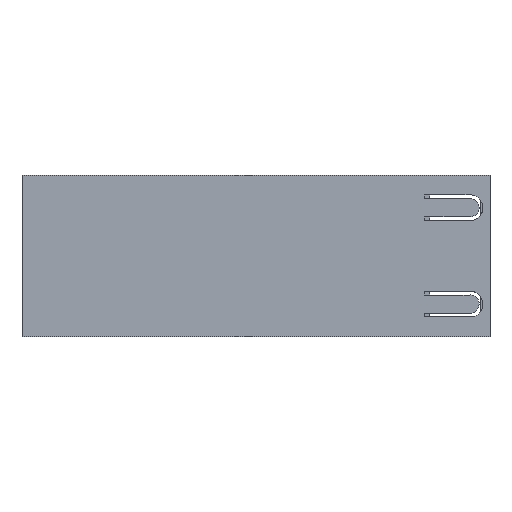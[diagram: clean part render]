
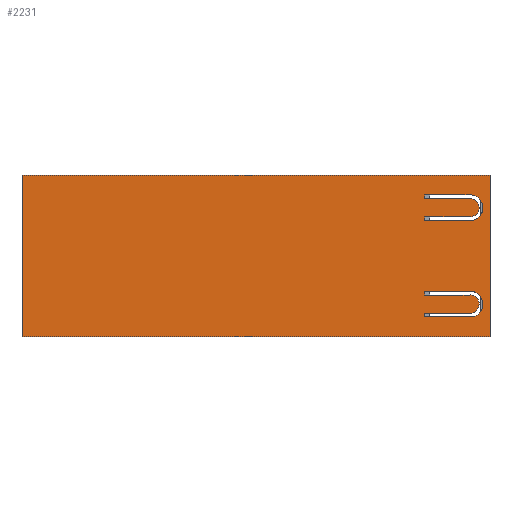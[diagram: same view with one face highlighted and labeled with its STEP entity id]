
A CAD part, front view. The second image highlights one B-rep face of the part: STEP entity #2231.
In plain terms, the highlighted planar face has unit normal (0, -1, 0).
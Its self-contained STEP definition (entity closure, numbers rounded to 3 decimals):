
#16=FACE_BOUND('',#299,.T.);
#17=FACE_BOUND('',#300,.T.);
#48=CIRCLE('',#2296,1.705);
#64=CIRCLE('',#2364,1.205);
#65=CIRCLE('',#2375,1.705);
#66=CIRCLE('',#2380,1.205);
#185=FACE_OUTER_BOUND('',#298,.T.);
#298=EDGE_LOOP('',(#1994,#1995,#1996,#1997));
#299=EDGE_LOOP('',(#1998,#1999,#2000,#2001,#2002,#2003,#2004,#2005));
#300=EDGE_LOOP('',(#2006,#2007,#2008,#2009,#2010,#2011,#2012,#2013));
#321=LINE('',#2990,#600);
#438=LINE('',#3341,#717);
#556=LINE('',#3666,#835);
#558=LINE('',#3670,#837);
#560=LINE('',#3673,#839);
#561=LINE('',#3676,#840);
#563=LINE('',#3680,#842);
#565=LINE('',#3683,#844);
#568=LINE('',#3689,#847);
#570=LINE('',#3693,#849);
#572=LINE('',#3697,#851);
#575=LINE('',#3705,#854);
#577=LINE('',#3709,#856);
#579=LINE('',#3713,#858);
#581=LINE('',#3719,#860);
#582=LINE('',#3720,#861);
#600=VECTOR('',#2435,10.);
#717=VECTOR('',#2610,10.);
#835=VECTOR('',#2872,10.);
#837=VECTOR('',#2876,10.);
#839=VECTOR('',#2880,10.);
#840=VECTOR('',#2883,10.);
#842=VECTOR('',#2887,10.);
#844=VECTOR('',#2891,10.);
#847=VECTOR('',#2896,10.);
#849=VECTOR('',#2900,10.);
#851=VECTOR('',#2904,10.);
#854=VECTOR('',#2913,10.);
#856=VECTOR('',#2917,10.);
#858=VECTOR('',#2921,10.);
#860=VECTOR('',#2929,10.);
#861=VECTOR('',#2930,10.);
#880=VERTEX_POINT('',#2987);
#881=VERTEX_POINT('',#2989);
#970=VERTEX_POINT('',#3340);
#972=VERTEX_POINT('',#3346);
#973=VERTEX_POINT('',#3348);
#1049=VERTEX_POINT('',#3658);
#1050=VERTEX_POINT('',#3660);
#1051=VERTEX_POINT('',#3665);
#1052=VERTEX_POINT('',#3669);
#1053=VERTEX_POINT('',#3675);
#1054=VERTEX_POINT('',#3679);
#1055=VERTEX_POINT('',#3686);
#1056=VERTEX_POINT('',#3688);
#1057=VERTEX_POINT('',#3692);
#1058=VERTEX_POINT('',#3696);
#1059=VERTEX_POINT('',#3700);
#1060=VERTEX_POINT('',#3704);
#1061=VERTEX_POINT('',#3708);
#1062=VERTEX_POINT('',#3712);
#1063=VERTEX_POINT('',#3718);
#1088=EDGE_CURVE('',#881,#880,#321,.T.);
#1219=EDGE_CURVE('',#970,#881,#438,.T.);
#1223=EDGE_CURVE('',#973,#972,#48,.T.);
#1352=EDGE_CURVE('',#1050,#1049,#64,.T.);
#1355=EDGE_CURVE('',#1051,#1050,#556,.T.);
#1357=EDGE_CURVE('',#1052,#1051,#558,.T.);
#1359=EDGE_CURVE('',#972,#1052,#560,.T.);
#1360=EDGE_CURVE('',#1053,#973,#561,.T.);
#1362=EDGE_CURVE('',#1054,#1053,#563,.T.);
#1364=EDGE_CURVE('',#1049,#1054,#565,.T.);
#1367=EDGE_CURVE('',#1056,#1055,#568,.T.);
#1369=EDGE_CURVE('',#1057,#1056,#570,.T.);
#1371=EDGE_CURVE('',#1058,#1057,#572,.T.);
#1373=EDGE_CURVE('',#1059,#1058,#65,.T.);
#1375=EDGE_CURVE('',#1060,#1059,#575,.T.);
#1377=EDGE_CURVE('',#1061,#1060,#577,.T.);
#1379=EDGE_CURVE('',#1062,#1061,#579,.T.);
#1381=EDGE_CURVE('',#1055,#1062,#66,.T.);
#1382=EDGE_CURVE('',#1063,#970,#581,.T.);
#1383=EDGE_CURVE('',#880,#1063,#582,.T.);
#1994=ORIENTED_EDGE('',*,*,#1382,.T.);
#1995=ORIENTED_EDGE('',*,*,#1219,.T.);
#1996=ORIENTED_EDGE('',*,*,#1088,.T.);
#1997=ORIENTED_EDGE('',*,*,#1383,.T.);
#1998=ORIENTED_EDGE('',*,*,#1352,.T.);
#1999=ORIENTED_EDGE('',*,*,#1364,.T.);
#2000=ORIENTED_EDGE('',*,*,#1362,.T.);
#2001=ORIENTED_EDGE('',*,*,#1360,.T.);
#2002=ORIENTED_EDGE('',*,*,#1223,.T.);
#2003=ORIENTED_EDGE('',*,*,#1359,.T.);
#2004=ORIENTED_EDGE('',*,*,#1357,.T.);
#2005=ORIENTED_EDGE('',*,*,#1355,.T.);
#2006=ORIENTED_EDGE('',*,*,#1367,.T.);
#2007=ORIENTED_EDGE('',*,*,#1381,.T.);
#2008=ORIENTED_EDGE('',*,*,#1379,.T.);
#2009=ORIENTED_EDGE('',*,*,#1377,.T.);
#2010=ORIENTED_EDGE('',*,*,#1375,.T.);
#2011=ORIENTED_EDGE('',*,*,#1373,.T.);
#2012=ORIENTED_EDGE('',*,*,#1371,.T.);
#2013=ORIENTED_EDGE('',*,*,#1369,.T.);
#2119=PLANE('',#2381);
#2231=ADVANCED_FACE('',(#185,#16,#17),#2119,.T.);
#2296=AXIS2_PLACEMENT_3D('',#3349,#2617,#2618);
#2364=AXIS2_PLACEMENT_3D('',#3661,#2866,#2867);
#2375=AXIS2_PLACEMENT_3D('',#3701,#2908,#2909);
#2380=AXIS2_PLACEMENT_3D('',#3716,#2925,#2926);
#2381=AXIS2_PLACEMENT_3D('',#3717,#2927,#2928);
#2435=DIRECTION('',(0.,0.,1.));
#2610=DIRECTION('',(1.,0.,0.));
#2617=DIRECTION('center_axis',(0.,1.,0.));
#2618=DIRECTION('ref_axis',(1.,0.,0.));
#2866=DIRECTION('center_axis',(0.,-1.,0.));
#2867=DIRECTION('ref_axis',(1.,0.,0.));
#2872=DIRECTION('',(1.,0.,0.));
#2876=DIRECTION('',(0.,0.,1.));
#2880=DIRECTION('',(-1.,0.,0.));
#2883=DIRECTION('',(1.,0.,0.));
#2887=DIRECTION('',(0.,0.,1.));
#2891=DIRECTION('',(-1.,0.,0.));
#2896=DIRECTION('',(1.,0.,0.));
#2900=DIRECTION('',(0.,0.,1.));
#2904=DIRECTION('',(-1.,0.,0.));
#2908=DIRECTION('center_axis',(0.,1.,0.));
#2909=DIRECTION('ref_axis',(1.,0.,0.));
#2913=DIRECTION('',(1.,0.,0.));
#2917=DIRECTION('',(0.,0.,1.));
#2921=DIRECTION('',(-1.,0.,0.));
#2925=DIRECTION('center_axis',(0.,-1.,0.));
#2926=DIRECTION('ref_axis',(1.,0.,0.));
#2927=DIRECTION('center_axis',(0.,-1.,0.));
#2928=DIRECTION('ref_axis',(0.,0.,-1.));
#2929=DIRECTION('',(0.,0.,-1.));
#2930=DIRECTION('',(-1.,0.,0.));
#2987=CARTESIAN_POINT('',(1.7,-1.,10.7));
#2989=CARTESIAN_POINT('',(1.7,-1.,-10.7));
#2990=CARTESIAN_POINT('',(1.7,-1.,10.7));
#3340=CARTESIAN_POINT('',(-60.2,-1.,-10.7));
#3341=CARTESIAN_POINT('',(1.7,-1.,-10.7));
#3346=CARTESIAN_POINT('',(-0.939,-1.,-8.063));
#3348=CARTESIAN_POINT('',(-1.096,-1.,-4.66));
#3349=CARTESIAN_POINT('Origin',(-0.939,-1.,-6.358));
#3658=CARTESIAN_POINT('',(-1.071,-1.,-5.16));
#3660=CARTESIAN_POINT('',(-0.939,-1.,-7.563));
#3661=CARTESIAN_POINT('Origin',(-0.939,-1.,-6.358));
#3665=CARTESIAN_POINT('',(-6.939,-1.,-7.563));
#3666=CARTESIAN_POINT('',(-18.094,-1.,-7.563));
#3669=CARTESIAN_POINT('',(-6.939,-1.,-8.063));
#3670=CARTESIAN_POINT('',(-6.939,-1.,-4.032));
#3673=CARTESIAN_POINT('',(-15.094,-1.,-8.063));
#3675=CARTESIAN_POINT('',(-6.939,-1.,-4.66));
#3676=CARTESIAN_POINT('',(-18.094,-1.,-4.66));
#3679=CARTESIAN_POINT('',(-6.939,-1.,-5.16));
#3680=CARTESIAN_POINT('',(-6.939,-1.,-2.58));
#3683=CARTESIAN_POINT('',(-15.161,-1.,-5.16));
#3686=CARTESIAN_POINT('',(-1.018,-1.,5.183));
#3688=CARTESIAN_POINT('',(-6.94,-1.,5.183));
#3689=CARTESIAN_POINT('',(-18.095,-1.,5.183));
#3692=CARTESIAN_POINT('',(-6.94,-1.,4.683));
#3693=CARTESIAN_POINT('',(-6.94,-1.,2.342));
#3696=CARTESIAN_POINT('',(-1.033,-1.,4.683));
#3697=CARTESIAN_POINT('',(-15.142,-1.,4.683));
#3700=CARTESIAN_POINT('',(-0.94,-1.,8.091));
#3701=CARTESIAN_POINT('Origin',(-0.94,-1.,6.386));
#3704=CARTESIAN_POINT('',(-6.94,-1.,8.091));
#3705=CARTESIAN_POINT('',(-18.095,-1.,8.091));
#3708=CARTESIAN_POINT('',(-6.94,-1.,7.591));
#3709=CARTESIAN_POINT('',(-6.94,-1.,3.795));
#3712=CARTESIAN_POINT('',(-0.94,-1.,7.591));
#3713=CARTESIAN_POINT('',(-15.095,-1.,7.591));
#3716=CARTESIAN_POINT('Origin',(-0.94,-1.,6.386));
#3717=CARTESIAN_POINT('Origin',(-29.25,-1.,0.));
#3718=CARTESIAN_POINT('',(-60.2,-1.,10.7));
#3719=CARTESIAN_POINT('',(-60.2,-1.,-10.7));
#3720=CARTESIAN_POINT('',(-60.2,-1.,10.7));
